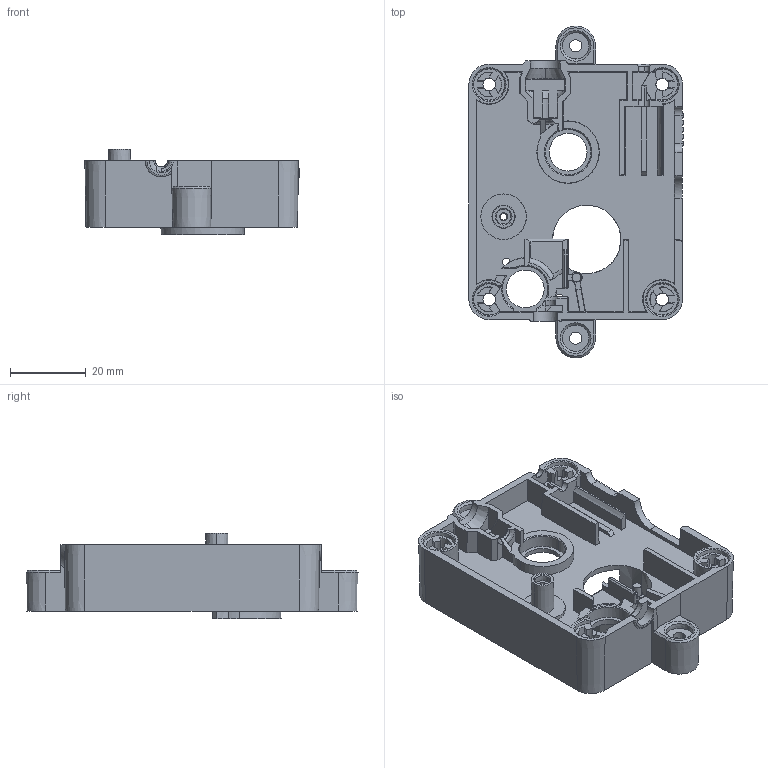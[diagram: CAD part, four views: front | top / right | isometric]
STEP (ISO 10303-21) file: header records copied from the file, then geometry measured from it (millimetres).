
FILE_DESCRIPTION (( 'STEP AP214' ), '1' );
FILE_NAME ('1963-N.STEP', '2016-03-25T17:10:44', ( '' ), ( '' ), 'SwSTEP 2.0', 'SolidWorks 2015', '' );
FILE_SCHEMA (( 'AUTOMOTIVE_DESIGN' ));
Length unit declared in the file: millimetre
Products named in the file (1): 1963-N
Bounding box: 56.44 x 87.43 x 22.5 mm (x, y, z)
Volume: 17041.3 mm3; surface area: 19762.8 mm2
Topology: 1 solids, 1 shells, 527 faces, 1499 edges, 983 vertices
Faces by surface type: plane 281, cone 160, bspline 54, cylinder 31, torus 1
Entity records: 20747 total; most frequent: CARTESIAN_POINT 7717, ORIENTED_EDGE 2990, DIRECTION 2369, EDGE_CURVE 1495, VERTEX_POINT 983, AXIS2_PLACEMENT_3D 806, VECTOR 757, LINE 757
